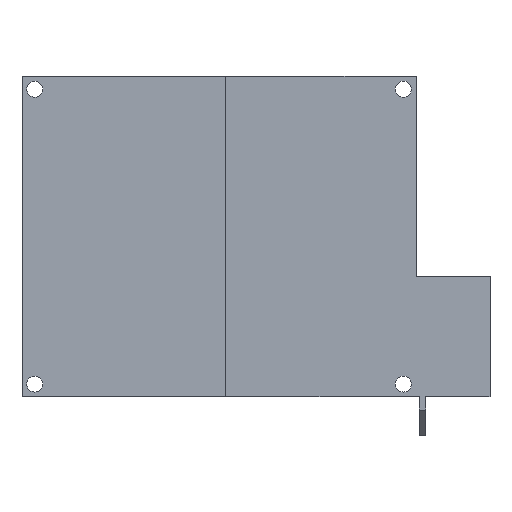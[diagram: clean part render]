
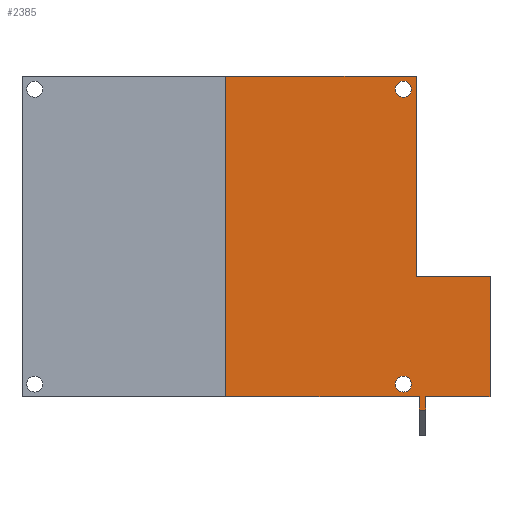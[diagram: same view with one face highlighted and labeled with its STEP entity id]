
A CAD part, front view. The second image highlights one B-rep face of the part: STEP entity #2385.
In plain terms, the highlighted planar face has unit normal (0, -1, 0).
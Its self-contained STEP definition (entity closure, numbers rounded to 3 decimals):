
#46=CIRCLE('',#2517,2.5);
#47=CIRCLE('',#2518,2.5);
#64=VERTEX_POINT('',#3114);
#65=VERTEX_POINT('',#3116);
#97=VERTEX_POINT('',#3189);
#99=VERTEX_POINT('',#3195);
#100=VERTEX_POINT('',#3197);
#101=VERTEX_POINT('',#3199);
#102=VERTEX_POINT('',#3201);
#103=VERTEX_POINT('',#3203);
#104=VERTEX_POINT('',#3205);
#105=VERTEX_POINT('',#3207);
#106=VERTEX_POINT('',#3209);
#107=VERTEX_POINT('',#3211);
#313=VECTOR('',#2634,1.);
#349=VECTOR('',#2675,1.);
#352=VECTOR('',#2683,1.);
#353=VECTOR('',#2684,1.);
#354=VECTOR('',#2685,1.);
#355=VECTOR('',#2686,1.);
#356=VECTOR('',#2687,1.);
#357=VECTOR('',#2688,1.);
#358=VECTOR('',#2689,1.);
#359=VECTOR('',#2690,1.);
#643=LINE('',#3115,#313);
#679=LINE('',#3188,#349);
#682=LINE('',#3198,#352);
#683=LINE('',#3200,#353);
#684=LINE('',#3202,#354);
#685=LINE('',#3204,#355);
#686=LINE('',#3206,#356);
#687=LINE('',#3208,#357);
#688=LINE('',#3210,#358);
#689=LINE('',#3212,#359);
#973=EDGE_CURVE('',#65,#64,#643,.T.);
#1010=EDGE_CURVE('',#65,#97,#679,.T.);
#1013=EDGE_CURVE('',#99,#99,#46,.T.);
#1014=EDGE_CURVE('',#100,#100,#47,.T.);
#1015=EDGE_CURVE('',#101,#64,#682,.T.);
#1016=EDGE_CURVE('',#102,#101,#683,.T.);
#1017=EDGE_CURVE('',#103,#102,#684,.T.);
#1018=EDGE_CURVE('',#104,#103,#685,.T.);
#1019=EDGE_CURVE('',#105,#104,#686,.T.);
#1020=EDGE_CURVE('',#106,#105,#687,.T.);
#1021=EDGE_CURVE('',#107,#106,#688,.T.);
#1022=EDGE_CURVE('',#97,#107,#689,.T.);
#1391=ORIENTED_EDGE('',*,*,#1013,.F.);
#1392=ORIENTED_EDGE('',*,*,#1014,.F.);
#1393=ORIENTED_EDGE('',*,*,#973,.T.);
#1394=ORIENTED_EDGE('',*,*,#1015,.F.);
#1395=ORIENTED_EDGE('',*,*,#1016,.F.);
#1396=ORIENTED_EDGE('',*,*,#1017,.F.);
#1397=ORIENTED_EDGE('',*,*,#1018,.F.);
#1398=ORIENTED_EDGE('',*,*,#1019,.F.);
#1399=ORIENTED_EDGE('',*,*,#1020,.F.);
#1400=ORIENTED_EDGE('',*,*,#1021,.F.);
#1401=ORIENTED_EDGE('',*,*,#1022,.F.);
#1402=ORIENTED_EDGE('',*,*,#1010,.F.);
#2088=EDGE_LOOP('',(#1391));
#2089=EDGE_LOOP('',(#1392));
#2090=EDGE_LOOP('',(#1393,#1394,#1395,#1396,#1397,#1398,#1399,#1400,#1401,
#1402));
#2237=FACE_BOUND('',#2088,.T.);
#2238=FACE_BOUND('',#2089,.T.);
#2239=FACE_BOUND('',#2090,.T.);
#2385=ADVANCED_FACE('',(#2237,#2238,#2239),#3815,.F.);
#2516=AXIS2_PLACEMENT_3D('',#3193,#2678,$);
#2517=AXIS2_PLACEMENT_3D('',#3194,#2679,#2680);
#2518=AXIS2_PLACEMENT_3D('',#3196,#2681,#2682);
#2634=DIRECTION('',(0.,0.,-1.));
#2675=DIRECTION('',(1.,0.,0.));
#2678=DIRECTION('',(0.,1.,0.));
#2679=DIRECTION('',(0.,-1.,0.));
#2680=DIRECTION('',(2.5,0.,0.));
#2681=DIRECTION('',(0.,-1.,0.));
#2682=DIRECTION('',(2.5,0.,0.));
#2683=DIRECTION('',(-1.,0.,0.));
#2684=DIRECTION('',(0.,0.,1.));
#2685=DIRECTION('',(-1.,0.,0.));
#2686=DIRECTION('',(0.,0.,-1.));
#2687=DIRECTION('',(-1.,0.,0.));
#2688=DIRECTION('',(0.,0.,-1.));
#2689=DIRECTION('',(1.,0.,0.));
#2690=DIRECTION('',(0.,0.,-1.));
#3114=CARTESIAN_POINT('',(1.369,-10.39,-50.049));
#3115=CARTESIAN_POINT('',(1.369,-10.39,-12.279));
#3116=CARTESIAN_POINT('',(1.369,-10.39,49.951));
#3188=CARTESIAN_POINT('',(-62.131,-10.39,49.951));
#3189=CARTESIAN_POINT('',(60.869,-10.39,49.951));
#3193=CARTESIAN_POINT('',(10.518,-10.39,-5.51));
#3194=CARTESIAN_POINT('',(56.869,-10.39,-46.049));
#3195=CARTESIAN_POINT('',(59.369,-10.39,-46.049));
#3196=CARTESIAN_POINT('',(56.869,-10.39,45.951));
#3197=CARTESIAN_POINT('',(59.369,-10.39,45.951));
#3198=CARTESIAN_POINT('',(61.869,-10.39,-50.049));
#3199=CARTESIAN_POINT('',(61.869,-10.39,-50.049));
#3200=CARTESIAN_POINT('',(61.869,-10.39,-62.143));
#3201=CARTESIAN_POINT('',(61.869,-10.39,-54.143));
#3202=CARTESIAN_POINT('',(36.694,-10.39,-54.143));
#3203=CARTESIAN_POINT('',(63.869,-10.39,-54.143));
#3204=CARTESIAN_POINT('',(63.869,-10.39,-50.049));
#3205=CARTESIAN_POINT('',(63.869,-10.39,-50.049));
#3206=CARTESIAN_POINT('',(83.869,-10.39,-50.049));
#3207=CARTESIAN_POINT('',(83.869,-10.39,-50.049));
#3208=CARTESIAN_POINT('',(83.869,-10.39,-12.611));
#3209=CARTESIAN_POINT('',(83.869,-10.39,-12.611));
#3210=CARTESIAN_POINT('',(60.869,-10.39,-12.611));
#3211=CARTESIAN_POINT('',(60.869,-10.39,-12.611));
#3212=CARTESIAN_POINT('',(60.869,-10.39,49.951));
#3815=PLANE('',#2516);
